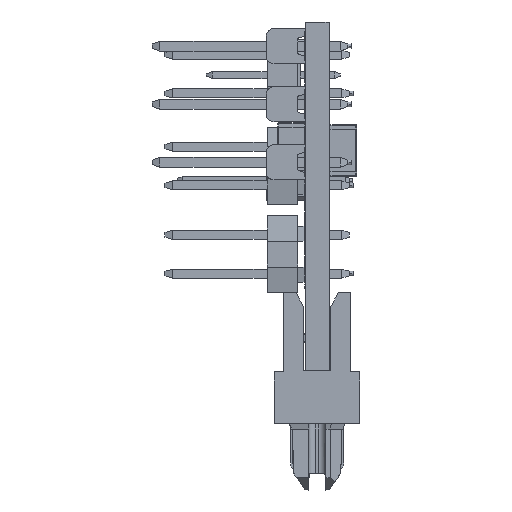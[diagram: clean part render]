
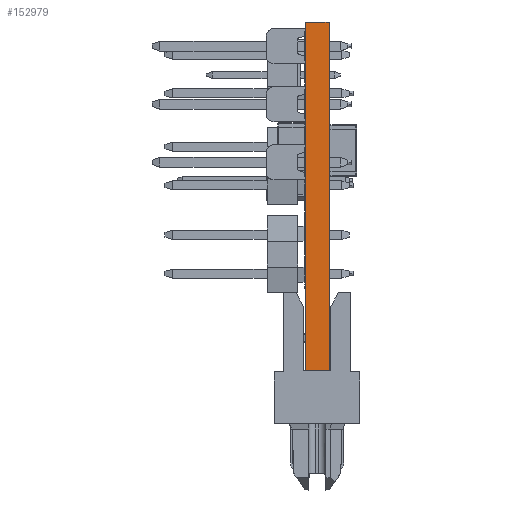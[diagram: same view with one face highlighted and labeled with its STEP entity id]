
A CAD part, left-side view. The second image highlights one B-rep face of the part: STEP entity #152979.
In plain terms, the highlighted planar face has unit normal (-1, 0, 0).
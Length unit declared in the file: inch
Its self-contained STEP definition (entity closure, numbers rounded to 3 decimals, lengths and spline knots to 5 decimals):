
#3634 = VECTOR ( 'NONE', #195156, 39.37008 ) ;
#8870 = CARTESIAN_POINT ( 'NONE',  ( -1.24, 0., -0.45 ) ) ;
#9718 = DIRECTION ( 'NONE',  ( 0., -1., 0. ) ) ;
#22364 = LINE ( 'NONE', #91769, #38911 ) ;
#23246 = LINE ( 'NONE', #234218, #3634 ) ;
#31627 = AXIS2_PLACEMENT_3D ( 'NONE', #184267, #268607, #267735 ) ;
#38911 = VECTOR ( 'NONE', #9718, 39.37008 ) ;
#44345 = ORIENTED_EDGE ( 'NONE', *, *, #65246, .T. ) ;
#55557 = ORIENTED_EDGE ( 'NONE', *, *, #109109, .F. ) ;
#65103 = VERTEX_POINT ( 'NONE', #267905 ) ;
#65246 = EDGE_CURVE ( 'NONE', #122083, #67988, #194198, .T. ) ;
#67988 = VERTEX_POINT ( 'NONE', #8870 ) ;
#76544 = CARTESIAN_POINT ( 'NONE',  ( -1.24, 0., 0.45 ) ) ;
#91769 = CARTESIAN_POINT ( 'NONE',  ( -1.24, 0.062, 0.45 ) ) ;
#95635 = ORIENTED_EDGE ( 'NONE', *, *, #177147, .T. ) ;
#99261 = VERTEX_POINT ( 'NONE', #76544 ) ;
#104095 = EDGE_CURVE ( 'NONE', #122083, #65103, #23246, .T. ) ;
#106898 = CARTESIAN_POINT ( 'NONE',  ( -1.24, 0., 0.45 ) ) ;
#109109 = EDGE_CURVE ( 'NONE', #65103, #99261, #22364, .T. ) ;
#122083 = VERTEX_POINT ( 'NONE', #167075 ) ;
#122547 = VECTOR ( 'NONE', #210646, 39.37008 ) ;
#150576 = LINE ( 'NONE', #106898, #179955 ) ;
#152979 = ADVANCED_FACE ( 'NONE', ( #194280 ), #186017, .F. ) ;
#167075 = CARTESIAN_POINT ( 'NONE',  ( -1.24, 0.062, -0.45 ) ) ;
#177147 = EDGE_CURVE ( 'NONE', #67988, #99261, #150576, .T. ) ;
#179955 = VECTOR ( 'NONE', #188966, 39.37008 ) ;
#184267 = CARTESIAN_POINT ( 'NONE',  ( -1.24, 0.062, 0.45 ) ) ;
#186017 = PLANE ( 'NONE',  #31627 ) ;
#188966 = DIRECTION ( 'NONE',  ( 0., 0., 1. ) ) ;
#194198 = LINE ( 'NONE', #229770, #122547 ) ;
#194280 = FACE_OUTER_BOUND ( 'NONE', #256875, .T. ) ;
#195156 = DIRECTION ( 'NONE',  ( 0., 0., 1. ) ) ;
#205466 = ORIENTED_EDGE ( 'NONE', *, *, #104095, .F. ) ;
#210646 = DIRECTION ( 'NONE',  ( 0., -1., 0. ) ) ;
#229770 = CARTESIAN_POINT ( 'NONE',  ( -1.24, 0.062, -0.45 ) ) ;
#234218 = CARTESIAN_POINT ( 'NONE',  ( -1.24, 0.062, 0.45 ) ) ;
#256875 = EDGE_LOOP ( 'NONE', ( #95635, #55557, #205466, #44345 ) ) ;
#267735 = DIRECTION ( 'NONE',  ( 0., 0., -1. ) ) ;
#267905 = CARTESIAN_POINT ( 'NONE',  ( -1.24, 0.062, 0.45 ) ) ;
#268607 = DIRECTION ( 'NONE',  ( 1., 0., 0. ) ) ;
